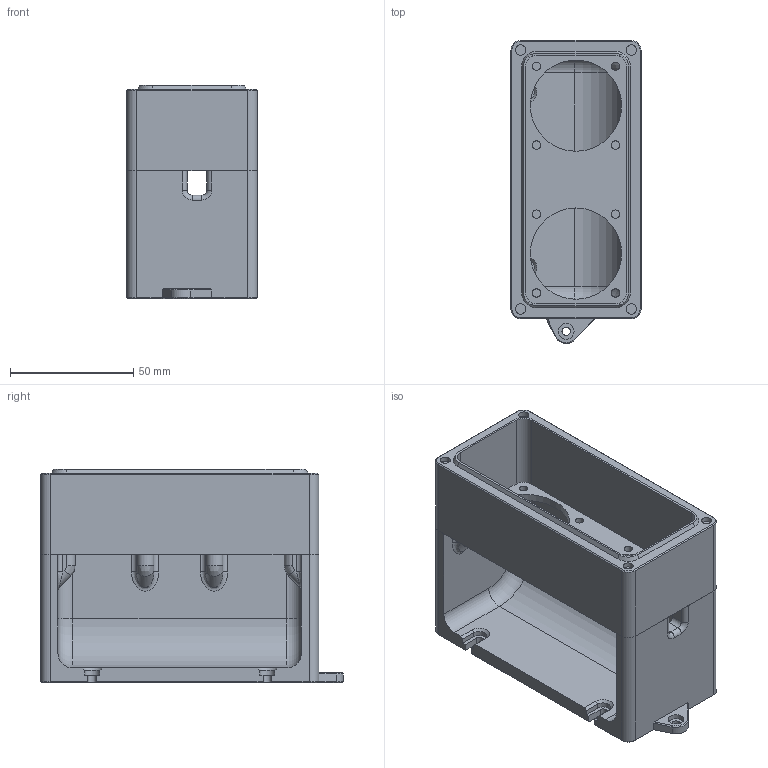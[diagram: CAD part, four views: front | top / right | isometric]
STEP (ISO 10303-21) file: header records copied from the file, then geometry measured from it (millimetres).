
FILE_DESCRIPTION(/* description */ (''),/* implementation_level */ '2;1');
FILE_NAME(/* name */ 'BentoBox V2 Veetec v2.step',/* time_stamp */ '2023-10-17T11:08:38+08:00',/* author */ (''),/* organization */ (''),/* preprocessor_version */ 'ST-DEVELOPER v20',/* originating_system */ 'Autodesk Translation Framework v12.14.0.127',/* authorisation */ '');
FILE_SCHEMA (('AUTOMOTIVE_DESIGN { 1 0 10303 214 3 1 1 }'));
Length unit declared in the file: millimetre
Products named in the file (1): BentoBox V2 Veetec
Bounding box: 52.8 x 122.79 x 86.6 mm (x, y, z)
Volume: 177485.8 mm3; surface area: 61024.1 mm2
Topology: 2 solids, 2 shells, 192 faces, 482 edges, 306 vertices
Faces by surface type: plane 92, cylinder 70, cone 16, bspline 8, torus 6
Full cylindrical faces by diameter (mm): 3.4 x9, 4.2 x4, 4.6 x4, 6.4 x1, 37 x2
Entity records: 6044 total; most frequent: CARTESIAN_POINT 1238, DIRECTION 1030, ORIENTED_EDGE 964, EDGE_CURVE 482, AXIS2_PLACEMENT_3D 363, VERTEX_POINT 306, LINE 304, VECTOR 304
